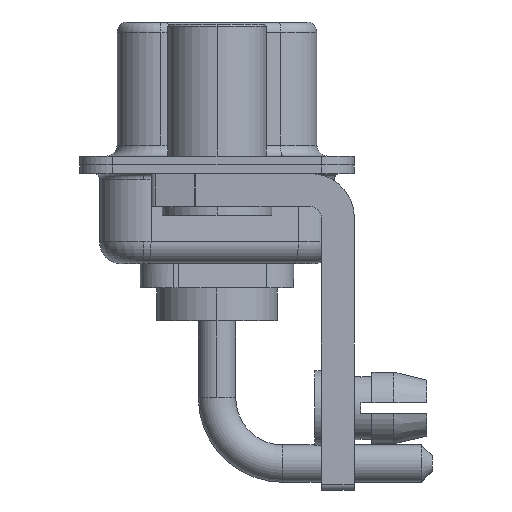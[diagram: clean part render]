
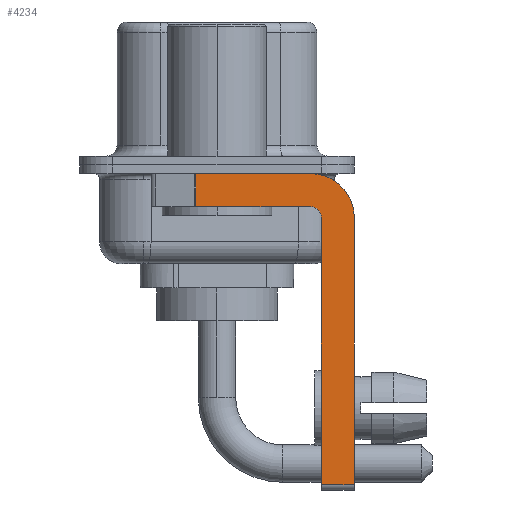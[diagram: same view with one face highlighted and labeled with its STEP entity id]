
A CAD part, left-side view. The second image highlights one B-rep face of the part: STEP entity #4234.
In plain terms, the highlighted planar face has unit normal (-1, 0, 0).
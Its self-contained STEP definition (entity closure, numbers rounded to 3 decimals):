
#11 = DIRECTION ( 'NONE',  ( -1., 0., 0. ) ) ;
#1164 = VECTOR ( 'NONE', #14790, 1000. ) ;
#1313 = CARTESIAN_POINT ( 'NONE',  ( -2.9, -6.25, -2.4 ) ) ;
#1692 = EDGE_CURVE ( 'NONE', #3539, #4895, #10220, .T. ) ;
#2138 = CARTESIAN_POINT ( 'NONE',  ( -2.9, 0.978, -1.9 ) ) ;
#3148 = CARTESIAN_POINT ( 'NONE',  ( -2.9, -6.25, -2.4 ) ) ;
#3354 = VECTOR ( 'NONE', #14867, 1000. ) ;
#3461 = CARTESIAN_POINT ( 'NONE',  ( -2.9, -4.25, -14.55 ) ) ;
#3539 = VERTEX_POINT ( 'NONE', #18198 ) ;
#3925 = CIRCLE ( 'NONE', #4523, 2. ) ;
#4234 = ADVANCED_FACE ( 'NONE', ( #8587 ), #15528, .F. ) ;
#4523 = AXIS2_PLACEMENT_3D ( 'NONE', #4630, #16168, #13541 ) ;
#4630 = CARTESIAN_POINT ( 'NONE',  ( -2.9, -4.25, -2.4 ) ) ;
#4895 = VERTEX_POINT ( 'NONE', #7527 ) ;
#5136 = VERTEX_POINT ( 'NONE', #5457 ) ;
#5457 = CARTESIAN_POINT ( 'NONE',  ( -2.9, -4.75, -2.4 ) ) ;
#5567 = CARTESIAN_POINT ( 'NONE',  ( -2.9, -4.25, -1.9 ) ) ;
#5591 = EDGE_CURVE ( 'NONE', #16620, #11455, #14421, .T. ) ;
#5786 = VECTOR ( 'NONE', #15148, 1000. ) ;
#5926 = CARTESIAN_POINT ( 'NONE',  ( -2.9, 0.978, -0.4 ) ) ;
#7527 = CARTESIAN_POINT ( 'NONE',  ( -2.9, -6.25, -14.55 ) ) ;
#7797 = CARTESIAN_POINT ( 'NONE',  ( -2.9, -4.25, -0.4 ) ) ;
#8200 = VECTOR ( 'NONE', #13201, 1000. ) ;
#8403 = CARTESIAN_POINT ( 'NONE',  ( -2.9, -4.25, -2.4 ) ) ;
#8587 = FACE_OUTER_BOUND ( 'NONE', #16734, .T. ) ;
#8685 = ORIENTED_EDGE ( 'NONE', *, *, #11633, .F. ) ;
#9003 = VERTEX_POINT ( 'NONE', #7797 ) ;
#9060 = LINE ( 'NONE', #11622, #8200 ) ;
#9538 = ORIENTED_EDGE ( 'NONE', *, *, #14926, .T. ) ;
#9694 = ORIENTED_EDGE ( 'NONE', *, *, #5591, .F. ) ;
#9821 = DIRECTION ( 'NONE',  ( 0., 1., 0. ) ) ;
#9908 = DIRECTION ( 'NONE',  ( 1., 0., 0. ) ) ;
#9986 = LINE ( 'NONE', #3148, #13803 ) ;
#10088 = VECTOR ( 'NONE', #9821, 1000. ) ;
#10107 = CARTESIAN_POINT ( 'NONE',  ( -2.9, -4.25, -1.9 ) ) ;
#10220 = LINE ( 'NONE', #3461, #1164 ) ;
#10231 = ORIENTED_EDGE ( 'NONE', *, *, #11910, .F. ) ;
#10491 = ORIENTED_EDGE ( 'NONE', *, *, #18264, .F. ) ;
#10928 = AXIS2_PLACEMENT_3D ( 'NONE', #12559, #11, #12840 ) ;
#11455 = VERTEX_POINT ( 'NONE', #15622 ) ;
#11593 = DIRECTION ( 'NONE',  ( 0., 0., -1. ) ) ;
#11622 = CARTESIAN_POINT ( 'NONE',  ( -2.9, -4.75, -14.8 ) ) ;
#11633 = EDGE_CURVE ( 'NONE', #13756, #9003, #13564, .T. ) ;
#11910 = EDGE_CURVE ( 'NONE', #16919, #4895, #9986, .T. ) ;
#12052 = EDGE_CURVE ( 'NONE', #9003, #16919, #3925, .T. ) ;
#12559 = CARTESIAN_POINT ( 'NONE',  ( -2.9, -4.25, -2.4 ) ) ;
#12602 = ORIENTED_EDGE ( 'NONE', *, *, #12052, .F. ) ;
#12732 = DIRECTION ( 'NONE',  ( 0., 0., -1. ) ) ;
#12840 = DIRECTION ( 'NONE',  ( 0., 0., 1. ) ) ;
#13201 = DIRECTION ( 'NONE',  ( 0., 0., 1. ) ) ;
#13281 = CARTESIAN_POINT ( 'NONE',  ( -2.9, 3., -0.4 ) ) ;
#13541 = DIRECTION ( 'NONE',  ( 0., 0., -1. ) ) ;
#13564 = LINE ( 'NONE', #13281, #3354 ) ;
#13756 = VERTEX_POINT ( 'NONE', #5926 ) ;
#13803 = VECTOR ( 'NONE', #11593, 1000. ) ;
#14421 = LINE ( 'NONE', #10107, #10088 ) ;
#14790 = DIRECTION ( 'NONE',  ( 0., -1., 0. ) ) ;
#14813 = ORIENTED_EDGE ( 'NONE', *, *, #1692, .T. ) ;
#14867 = DIRECTION ( 'NONE',  ( 0., -1., 0. ) ) ;
#14926 = EDGE_CURVE ( 'NONE', #13756, #11455, #16758, .T. ) ;
#15148 = DIRECTION ( 'NONE',  ( 0., 0., -1. ) ) ;
#15528 = PLANE ( 'NONE',  #17816 ) ;
#15622 = CARTESIAN_POINT ( 'NONE',  ( -2.9, 0.978, -1.9 ) ) ;
#16168 = DIRECTION ( 'NONE',  ( 1., 0., 0. ) ) ;
#16603 = CIRCLE ( 'NONE', #10928, 0.5 ) ;
#16620 = VERTEX_POINT ( 'NONE', #5567 ) ;
#16734 = EDGE_LOOP ( 'NONE', ( #8685, #9538, #9694, #10491, #17555, #14813, #10231, #12602 ) ) ;
#16758 = LINE ( 'NONE', #2138, #5786 ) ;
#16919 = VERTEX_POINT ( 'NONE', #1313 ) ;
#17555 = ORIENTED_EDGE ( 'NONE', *, *, #18441, .F. ) ;
#17816 = AXIS2_PLACEMENT_3D ( 'NONE', #8403, #9908, #12732 ) ;
#18198 = CARTESIAN_POINT ( 'NONE',  ( -2.9, -4.75, -14.55 ) ) ;
#18264 = EDGE_CURVE ( 'NONE', #5136, #16620, #16603, .T. ) ;
#18441 = EDGE_CURVE ( 'NONE', #3539, #5136, #9060, .T. ) ;
